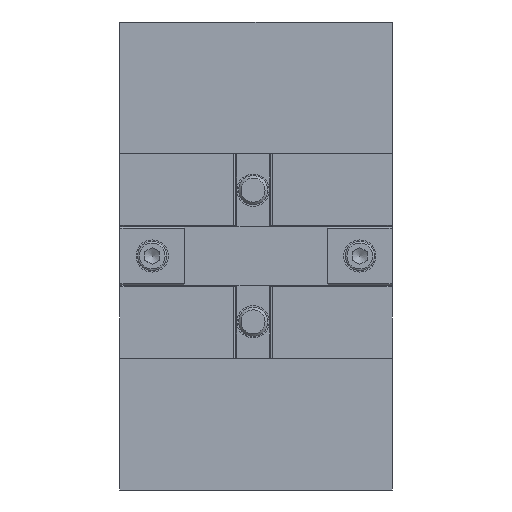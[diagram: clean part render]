
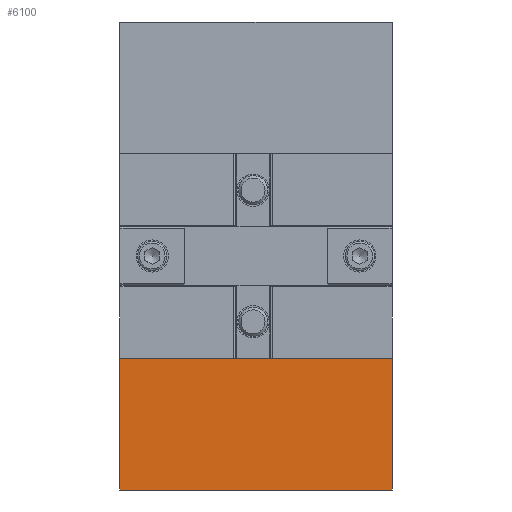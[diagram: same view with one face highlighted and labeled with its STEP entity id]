
A CAD part, left-side view. The second image highlights one B-rep face of the part: STEP entity #6100.
In plain terms, the highlighted planar face has unit normal (-1, 0, 0).
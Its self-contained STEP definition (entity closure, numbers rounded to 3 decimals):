
#1143=CARTESIAN_POINT('',(2.,0.,45.0));
#1144=VERTEX_POINT('',#1143);
#1151=CARTESIAN_POINT('',(2.,0.,0.0));
#1152=VERTEX_POINT('',#1151);
#1153=CARTESIAN_POINT('',(2.,0.,45.0));
#1154=DIRECTION('',(0.0,0.0,-1.0));
#1155=VECTOR('',#1154,45.0);
#1156=LINE('',#1153,#1155);
#1157=EDGE_CURVE('',#1144,#1152,#1156,.T.);
#1387=CARTESIAN_POINT('',(2.,93.0,45.0));
#1388=VERTEX_POINT('',#1387);
#1395=CARTESIAN_POINT('',(2.,0.,45.0));
#1396=DIRECTION('',(0.0,1.0,0.0));
#1397=VECTOR('',#1396,93.0);
#1398=LINE('',#1395,#1397);
#1399=EDGE_CURVE('',#1144,#1388,#1398,.T.);
#1458=CARTESIAN_POINT('',(2.,93.0,0.0));
#1459=VERTEX_POINT('',#1458);
#1466=CARTESIAN_POINT('',(2.,93.0,0.0));
#1467=DIRECTION('',(0.0,0.0,1.0));
#1468=VECTOR('',#1467,45.0);
#1469=LINE('',#1466,#1468);
#1470=EDGE_CURVE('',#1459,#1388,#1469,.T.);
#3095=CARTESIAN_POINT('',(2.,0.0,0.0));
#3096=DIRECTION('',(0.0,1.0,0.0));
#3097=VECTOR('',#3096,93.0);
#3098=LINE('',#3095,#3097);
#3099=EDGE_CURVE('',#1152,#1459,#3098,.T.);
#6089=CARTESIAN_POINT('',(2.,0.,-20.883));
#6090=DIRECTION('',(1.0,0.0,0.0));
#6091=DIRECTION('',(0.0,0.0,-1.0));
#6092=AXIS2_PLACEMENT_3D('',#6089,#6090,#6091);
#6093=PLANE('',#6092);
#6094=ORIENTED_EDGE('',*,*,#3099,.F.);
#6095=ORIENTED_EDGE('',*,*,#1157,.F.);
#6096=ORIENTED_EDGE('',*,*,#1399,.T.);
#6097=ORIENTED_EDGE('',*,*,#1470,.F.);
#6098=EDGE_LOOP('',(#6094,#6095,#6096,#6097));
#6099=FACE_OUTER_BOUND('',#6098,.T.);
#6100=ADVANCED_FACE('',(#6099),#6093,.F.);
